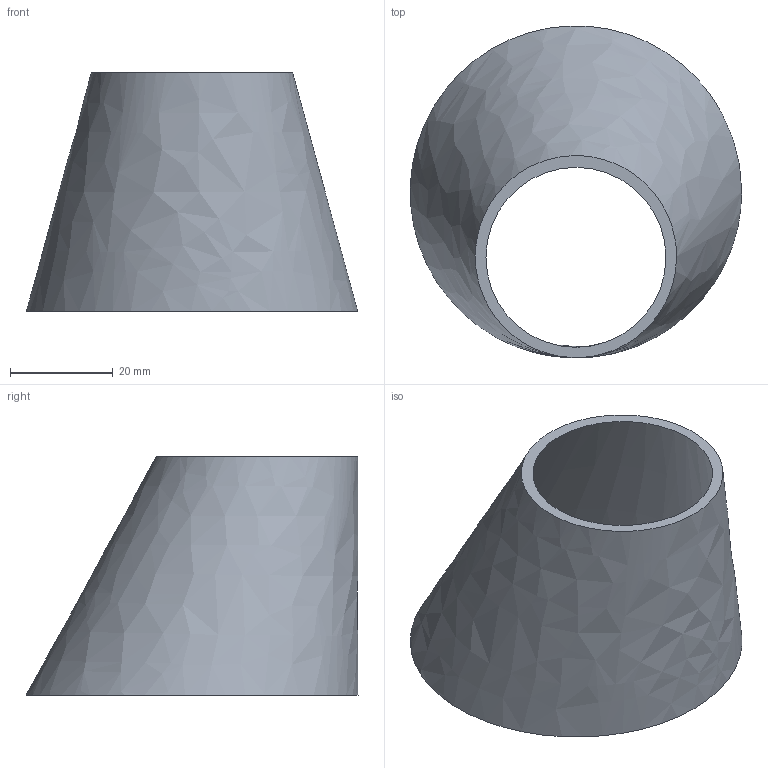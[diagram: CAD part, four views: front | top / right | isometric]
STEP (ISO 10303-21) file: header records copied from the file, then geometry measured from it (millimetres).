
FILE_DESCRIPTION((''),'2;1');
FILE_NAME('22206212X112.stp','2010-08-12T11:33:20',('thilbrands'),(''),'Autodesk Inventor 2008','Autodesk Inventor 2008','');
FILE_SCHEMA(('AUTOMOTIVE_DESIGN { 1 0 10303 214 1 1 1 1 }'));
Length unit declared in the file: millimetre
Products named in the file (1): 222061121100
Bounding box: 64.62 x 64.75 x 46.5 mm (x, y, z)
Volume: 15356.9 mm3; surface area: 16017.3 mm2
Topology: 1 solids, 1 shells, 4 faces, 6 edges, 4 vertices
Faces by surface type: bspline 2, plane 2
Entity records: 474 total; most frequent: CARTESIAN_POINT 381, ORIENTED_EDGE 12, DIRECTION 10, EDGE_CURVE 6, EDGE_LOOP 6, AXIS2_PLACEMENT_3D 5, VERTEX_POINT 4, FACE_OUTER_BOUND 4
